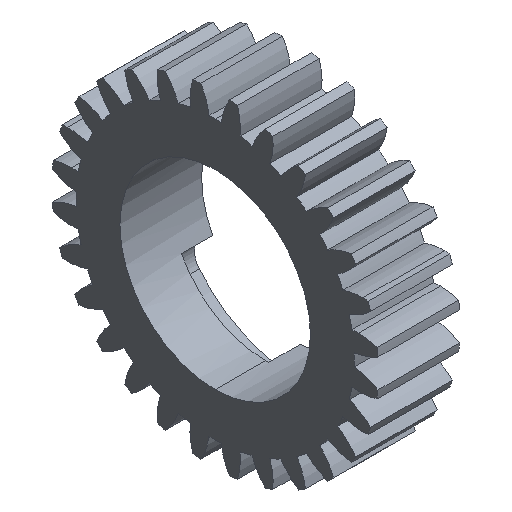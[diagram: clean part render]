
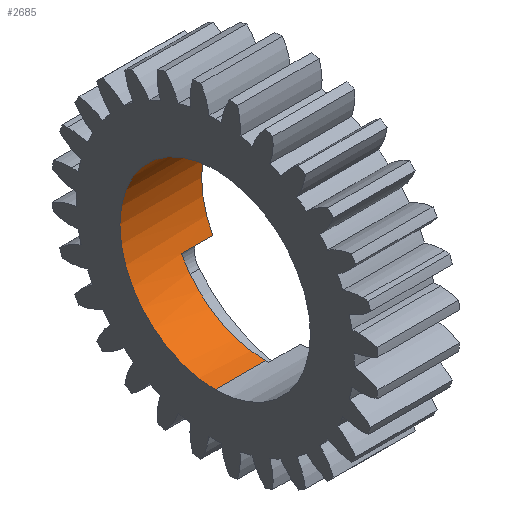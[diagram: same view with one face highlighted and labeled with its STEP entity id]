
A CAD part, isometric view. The second image highlights one B-rep face of the part: STEP entity #2685.
In plain terms, the highlighted cylindrical face has radius 11.106 mm (diameter 22.212 mm), a partial arc.
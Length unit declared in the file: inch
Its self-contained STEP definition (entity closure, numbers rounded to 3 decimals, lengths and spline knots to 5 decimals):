
#26 = EDGE_CURVE ( 'NONE', #3439, #2272, #1279, .T. ) ;
#108 = VERTEX_POINT ( 'NONE', #396 ) ;
#205 = VERTEX_POINT ( 'NONE', #4581 ) ;
#366 = EDGE_CURVE ( 'NONE', #205, #4934, #4137, .T. ) ;
#396 = CARTESIAN_POINT ( 'NONE',  ( 0.231, 0.38607, -0.20528 ) ) ;
#456 = DIRECTION ( 'NONE',  ( -1., 0., 0. ) ) ;
#714 = VERTEX_POINT ( 'NONE', #1188 ) ;
#1000 = CARTESIAN_POINT ( 'NONE',  ( 0.231, 0., 0.43725 ) ) ;
#1036 = CARTESIAN_POINT ( 'NONE',  ( 0., 0., -0.43725 ) ) ;
#1070 = CARTESIAN_POINT ( 'NONE',  ( 0.231, 0.38607, 0.20528 ) ) ;
#1152 = AXIS2_PLACEMENT_3D ( 'NONE', #1312, #4094, #1730 ) ;
#1188 = CARTESIAN_POINT ( 'NONE',  ( 0.231, 0., -0.43725 ) ) ;
#1231 = ORIENTED_EDGE ( 'NONE', *, *, #4873, .F. ) ;
#1279 = CIRCLE ( 'NONE', #1453, 0.43725 ) ;
#1312 = CARTESIAN_POINT ( 'NONE',  ( 0.375, 0., 0. ) ) ;
#1420 = CARTESIAN_POINT ( 'NONE',  ( 0., 0., 0. ) ) ;
#1453 = AXIS2_PLACEMENT_3D ( 'NONE', #2866, #456, #3248 ) ;
#1542 = CYLINDRICAL_SURFACE ( 'NONE', #3921, 0.43725 ) ;
#1545 = CARTESIAN_POINT ( 'NONE',  ( 0.231, 0.38607, 0.20528 ) ) ;
#1678 = FACE_OUTER_BOUND ( 'NONE', #4726, .T. ) ;
#1730 = DIRECTION ( 'NONE',  ( 0., 0., -1. ) ) ;
#1829 = CARTESIAN_POINT ( 'NONE',  ( 0., 0., 0. ) ) ;
#1838 = DIRECTION ( 'NONE',  ( 0., 0., -1. ) ) ;
#1871 = ORIENTED_EDGE ( 'NONE', *, *, #26, .F. ) ;
#1944 = EDGE_CURVE ( 'NONE', #4897, #4314, #2634, .T. ) ;
#2006 = DIRECTION ( 'NONE',  ( 1., 0., 0. ) ) ;
#2161 = VECTOR ( 'NONE', #3834, 39.37008 ) ;
#2189 = CARTESIAN_POINT ( 'NONE',  ( 0.231, 0., 0. ) ) ;
#2266 = LINE ( 'NONE', #1070, #2161 ) ;
#2272 = VERTEX_POINT ( 'NONE', #1545 ) ;
#2456 = LINE ( 'NONE', #4728, #3361 ) ;
#2557 = ORIENTED_EDGE ( 'NONE', *, *, #366, .T. ) ;
#2568 = EDGE_CURVE ( 'NONE', #4314, #3439, #4386, .T. ) ;
#2578 = DIRECTION ( 'NONE',  ( 0., 0., -1. ) ) ;
#2634 = CIRCLE ( 'NONE', #3411, 0.43725 ) ;
#2685 = ADVANCED_FACE ( 'NONE', ( #1678 ), #1542, .F. ) ;
#2866 = CARTESIAN_POINT ( 'NONE',  ( 0.231, 0., 0. ) ) ;
#3064 = ORIENTED_EDGE ( 'NONE', *, *, #2568, .F. ) ;
#3075 = ORIENTED_EDGE ( 'NONE', *, *, #5127, .T. ) ;
#3203 = VECTOR ( 'NONE', #4015, 39.37008 ) ;
#3248 = DIRECTION ( 'NONE',  ( 0., 0.866, 0.5 ) ) ;
#3356 = DIRECTION ( 'NONE',  ( 1., 0., 0. ) ) ;
#3361 = VECTOR ( 'NONE', #2006, 39.37008 ) ;
#3411 = AXIS2_PLACEMENT_3D ( 'NONE', #1420, #4187, #1838 ) ;
#3413 = CIRCLE ( 'NONE', #3662, 0.43725 ) ;
#3439 = VERTEX_POINT ( 'NONE', #1000 ) ;
#3480 = EDGE_CURVE ( 'NONE', #4897, #714, #4850, .T. ) ;
#3500 = CARTESIAN_POINT ( 'NONE',  ( 0., 0., 0.43725 ) ) ;
#3595 = CARTESIAN_POINT ( 'NONE',  ( 0., 0., 0.43725 ) ) ;
#3662 = AXIS2_PLACEMENT_3D ( 'NONE', #2189, #4911, #2578 ) ;
#3702 = ORIENTED_EDGE ( 'NONE', *, *, #4991, .F. ) ;
#3783 = DIRECTION ( 'NONE',  ( 1., 0., 0. ) ) ;
#3807 = VECTOR ( 'NONE', #3783, 39.37008 ) ;
#3834 = DIRECTION ( 'NONE',  ( 1., 0., 0. ) ) ;
#3861 = ORIENTED_EDGE ( 'NONE', *, *, #1944, .F. ) ;
#3903 = ORIENTED_EDGE ( 'NONE', *, *, #3480, .T. ) ;
#3921 = AXIS2_PLACEMENT_3D ( 'NONE', #1829, #3356, #4553 ) ;
#4015 = DIRECTION ( 'NONE',  ( 1., 0., 0. ) ) ;
#4094 = DIRECTION ( 'NONE',  ( 1., 0., 0. ) ) ;
#4137 = CIRCLE ( 'NONE', #1152, 0.43725 ) ;
#4187 = DIRECTION ( 'NONE',  ( 1., 0., 0. ) ) ;
#4314 = VERTEX_POINT ( 'NONE', #3500 ) ;
#4386 = LINE ( 'NONE', #3595, #3203 ) ;
#4527 = CARTESIAN_POINT ( 'NONE',  ( 0., 0., -0.43725 ) ) ;
#4553 = DIRECTION ( 'NONE',  ( 0., 0., -1. ) ) ;
#4581 = CARTESIAN_POINT ( 'NONE',  ( 0.375, 0.38607, -0.20528 ) ) ;
#4726 = EDGE_LOOP ( 'NONE', ( #3064, #3861, #3903, #1231, #3075, #2557, #3702, #1871 ) ) ;
#4728 = CARTESIAN_POINT ( 'NONE',  ( 0.231, 0.38607, -0.20528 ) ) ;
#4850 = LINE ( 'NONE', #1036, #3807 ) ;
#4873 = EDGE_CURVE ( 'NONE', #108, #714, #3413, .T. ) ;
#4897 = VERTEX_POINT ( 'NONE', #4527 ) ;
#4911 = DIRECTION ( 'NONE',  ( -1., 0., 0. ) ) ;
#4934 = VERTEX_POINT ( 'NONE', #4951 ) ;
#4951 = CARTESIAN_POINT ( 'NONE',  ( 0.375, 0.38607, 0.20528 ) ) ;
#4991 = EDGE_CURVE ( 'NONE', #2272, #4934, #2266, .T. ) ;
#5127 = EDGE_CURVE ( 'NONE', #108, #205, #2456, .T. ) ;
